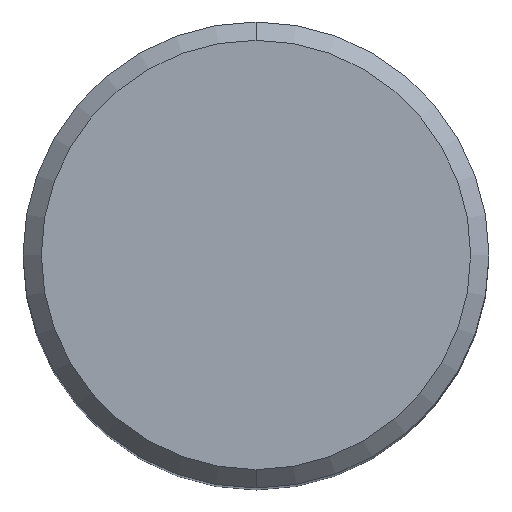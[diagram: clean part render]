
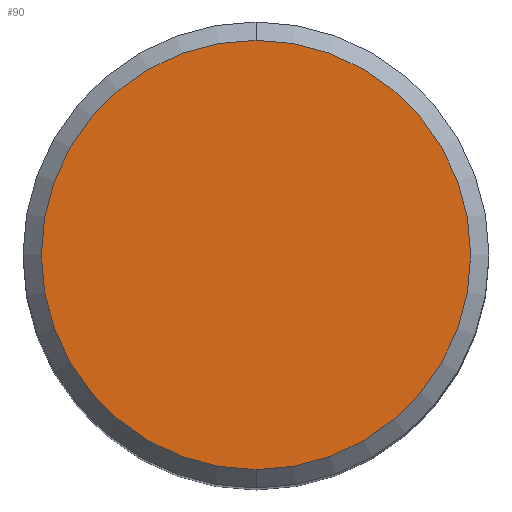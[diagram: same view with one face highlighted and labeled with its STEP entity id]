
A CAD part, top view. The second image highlights one B-rep face of the part: STEP entity #90.
In plain terms, the highlighted planar face has unit normal (0, 0, 1).
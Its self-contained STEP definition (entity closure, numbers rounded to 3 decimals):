
#57=PLANE('',#596);
#90=ADVANCED_FACE('',(#121),#57,.F.);
#121=FACE_OUTER_BOUND('',#150,.T.);
#150=EDGE_LOOP('',(#238,#239));
#238=ORIENTED_EDGE('',*,*,#343,.F.);
#239=ORIENTED_EDGE('',*,*,#345,.F.);
#293=VERTEX_POINT('',#928);
#294=VERTEX_POINT('',#930);
#343=EDGE_CURVE('',#293,#294,#384,.T.);
#345=EDGE_CURVE('',#294,#293,#385,.T.);
#384=CIRCLE('',#592,11.7);
#385=CIRCLE('',#594,11.7);
#592=AXIS2_PLACEMENT_3D('',#929,#744,#745);
#594=AXIS2_PLACEMENT_3D('',#933,#749,#750);
#596=AXIS2_PLACEMENT_3D('',#935,#753,#754);
#744=DIRECTION('',(0.,0.,-1.));
#745=DIRECTION('',(0.,-1.,0.));
#749=DIRECTION('',(0.,0.,-1.));
#750=DIRECTION('',(0.,1.,0.));
#753=DIRECTION('',(0.,0.,-1.));
#754=DIRECTION('',(0.,-1.,0.));
#928=CARTESIAN_POINT('',(0.,-11.7,0.));
#929=CARTESIAN_POINT('',(0.,0.,0.));
#930=CARTESIAN_POINT('',(0.,11.7,0.));
#933=CARTESIAN_POINT('',(0.,0.,0.));
#935=CARTESIAN_POINT('',(0.,0.,0.));
